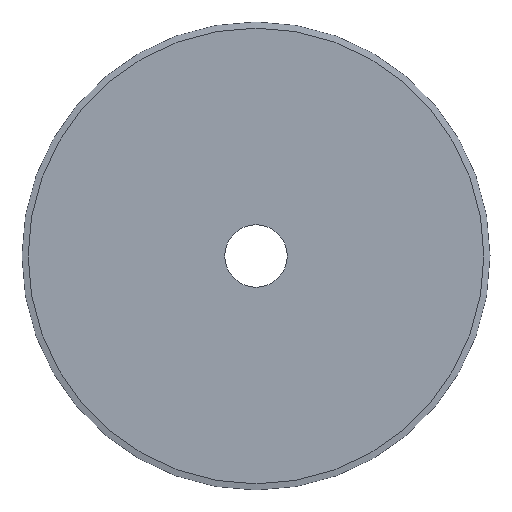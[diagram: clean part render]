
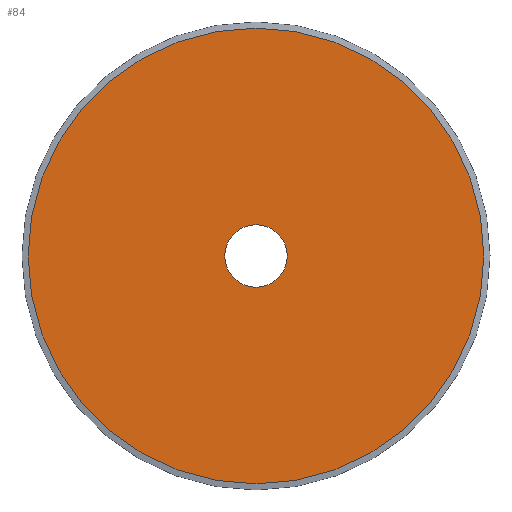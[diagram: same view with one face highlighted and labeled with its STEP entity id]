
A CAD part, top view. The second image highlights one B-rep face of the part: STEP entity #84.
In plain terms, the highlighted planar face has unit normal (0, 0, 1).
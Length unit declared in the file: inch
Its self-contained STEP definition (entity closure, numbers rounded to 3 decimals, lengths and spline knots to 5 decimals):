
#1 = CARTESIAN_POINT ( 'NONE',  ( 0.1575, 0., 0. ) ) ;
#15 = DIRECTION ( 'NONE',  ( -1., 0., 0. ) ) ;
#17 = AXIS2_PLACEMENT_3D ( 'NONE', #301, #91, #298 ) ;
#19 = ORIENTED_EDGE ( 'NONE', *, *, #132, .T. ) ;
#21 = CARTESIAN_POINT ( 'NONE',  ( 0., 0., 0. ) ) ;
#28 = EDGE_CURVE ( 'NONE', #290, #86, #190, .T. ) ;
#41 = CARTESIAN_POINT ( 'NONE',  ( 0., 0., 0. ) ) ;
#44 = VERTEX_POINT ( 'NONE', #221 ) ;
#46 = CARTESIAN_POINT ( 'NONE',  ( 0., 0.1575, 0. ) ) ;
#61 = ORIENTED_EDGE ( 'NONE', *, *, #88, .F. ) ;
#67 = FACE_BOUND ( 'NONE', #249, .T. ) ;
#83 = VERTEX_POINT ( 'NONE', #205 ) ;
#84 = ADVANCED_FACE ( 'NONE', ( #67, #157 ), #223, .F. ) ;
#86 = VERTEX_POINT ( 'NONE', #141 ) ;
#88 = EDGE_CURVE ( 'NONE', #86, #290, #130, .T. ) ;
#91 = DIRECTION ( 'NONE',  ( 0., 0., 1. ) ) ;
#103 = ORIENTED_EDGE ( 'NONE', *, *, #28, .F. ) ;
#104 = ORIENTED_EDGE ( 'NONE', *, *, #120, .T. ) ;
#113 = DIRECTION ( 'NONE',  ( 0., 0., 1. ) ) ;
#120 = EDGE_CURVE ( 'NONE', #83, #44, #240, .T. ) ;
#122 = EDGE_LOOP ( 'NONE', ( #104, #19 ) ) ;
#130 = CIRCLE ( 'NONE', #191, 0.1575 ) ;
#132 = EDGE_CURVE ( 'NONE', #44, #83, #269, .T. ) ;
#140 = DIRECTION ( 'NONE',  ( 1., 0., 0. ) ) ;
#141 = CARTESIAN_POINT ( 'NONE',  ( -0.1575, 0., 0. ) ) ;
#152 = AXIS2_PLACEMENT_3D ( 'NONE', #21, #273, #208 ) ;
#157 = FACE_OUTER_BOUND ( 'NONE', #122, .T. ) ;
#179 = AXIS2_PLACEMENT_3D ( 'NONE', #46, #248, #15 ) ;
#183 = DIRECTION ( 'NONE',  ( 1., 0., 0. ) ) ;
#190 = CIRCLE ( 'NONE', #268, 0.1575 ) ;
#191 = AXIS2_PLACEMENT_3D ( 'NONE', #227, #296, #140 ) ;
#205 = CARTESIAN_POINT ( 'NONE',  ( -1.14846, 0., 0. ) ) ;
#208 = DIRECTION ( 'NONE',  ( 1., 0., 0. ) ) ;
#221 = CARTESIAN_POINT ( 'NONE',  ( 1.14846, 0., 0. ) ) ;
#223 = PLANE ( 'NONE',  #179 ) ;
#227 = CARTESIAN_POINT ( 'NONE',  ( 0., 0., 0. ) ) ;
#240 = CIRCLE ( 'NONE', #152, 1.14846 ) ;
#248 = DIRECTION ( 'NONE',  ( 0., 0., -1. ) ) ;
#249 = EDGE_LOOP ( 'NONE', ( #103, #61 ) ) ;
#268 = AXIS2_PLACEMENT_3D ( 'NONE', #41, #113, #183 ) ;
#269 = CIRCLE ( 'NONE', #17, 1.14846 ) ;
#273 = DIRECTION ( 'NONE',  ( 0., 0., 1. ) ) ;
#290 = VERTEX_POINT ( 'NONE', #1 ) ;
#296 = DIRECTION ( 'NONE',  ( 0., 0., 1. ) ) ;
#298 = DIRECTION ( 'NONE',  ( 1., 0., 0. ) ) ;
#301 = CARTESIAN_POINT ( 'NONE',  ( 0., 0., 0. ) ) ;
